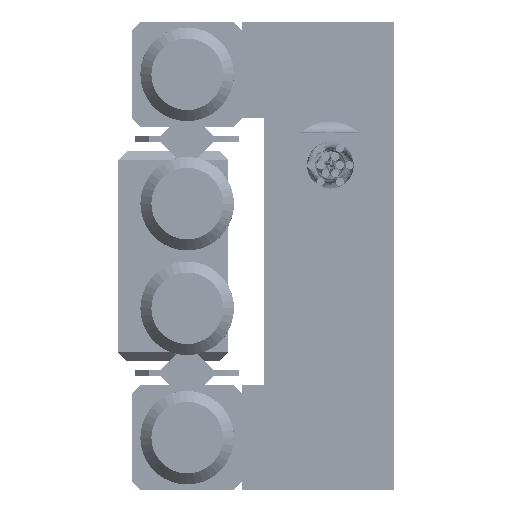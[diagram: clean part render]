
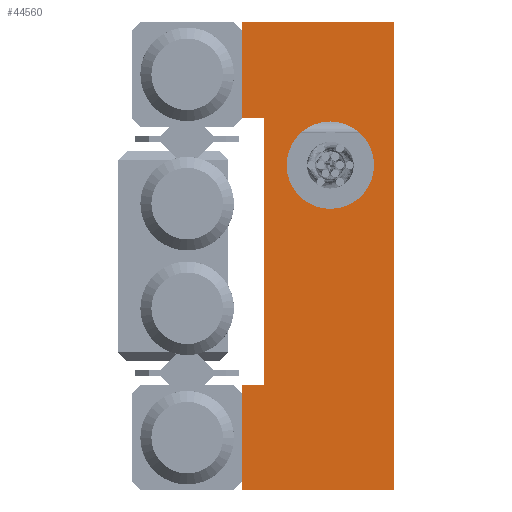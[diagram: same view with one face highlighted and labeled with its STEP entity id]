
A CAD part, left-side view. The second image highlights one B-rep face of the part: STEP entity #44560.
In plain terms, the highlighted planar face has unit normal (-1, 0, 0).
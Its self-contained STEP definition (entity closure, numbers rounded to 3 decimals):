
#1104 = DIRECTION ( 'NONE',  ( 0., 1., 0. ) ) ;
#2938 = DIRECTION ( 'NONE',  ( 0., 0., -1. ) ) ;
#2965 = VERTEX_POINT ( 'NONE', #39701 ) ;
#3135 = CARTESIAN_POINT ( 'NONE',  ( -40., 2.3, 4.687 ) ) ;
#3168 = LINE ( 'NONE', #21132, #33105 ) ;
#3533 = PLANE ( 'NONE',  #12982 ) ;
#3742 = CARTESIAN_POINT ( 'NONE',  ( -40., 5.5, -8.7 ) ) ;
#4193 = VERTEX_POINT ( 'NONE', #18648 ) ;
#4330 = VECTOR ( 'NONE', #2938, 1000. ) ;
#5145 = VERTEX_POINT ( 'NONE', #3135 ) ;
#5288 = DIRECTION ( 'NONE',  ( -1., 0., 0. ) ) ;
#6669 = VERTEX_POINT ( 'NONE', #25418 ) ;
#8047 = VECTOR ( 'NONE', #28173, 1000. ) ;
#8275 = EDGE_LOOP ( 'NONE', ( #41948, #14234, #10155, #35211, #18764, #25855, #18527, #29781 ) ) ;
#9268 = VERTEX_POINT ( 'NONE', #57863 ) ;
#10155 = ORIENTED_EDGE ( 'NONE', *, *, #31574, .T. ) ;
#10212 = CARTESIAN_POINT ( 'NONE',  ( -40., 0., -10. ) ) ;
#10562 = VECTOR ( 'NONE', #54126, 1000. ) ;
#11034 = VECTOR ( 'NONE', #48506, 1000. ) ;
#11771 = DIRECTION ( 'NONE',  ( 0., 0., 1. ) ) ;
#12506 = LINE ( 'NONE', #30452, #11034 ) ;
#12982 = AXIS2_PLACEMENT_3D ( 'NONE', #21489, #39512, #57507 ) ;
#13342 = VECTOR ( 'NONE', #21700, 1000. ) ;
#13867 = CARTESIAN_POINT ( 'NONE',  ( -40., 4.7, -4.9 ) ) ;
#14103 = CIRCLE ( 'NONE', #21591, 1.587 ) ;
#14234 = ORIENTED_EDGE ( 'NONE', *, *, #55791, .T. ) ;
#15165 = VECTOR ( 'NONE', #1104, 1000. ) ;
#18096 = LINE ( 'NONE', #36074, #10562 ) ;
#18412 = EDGE_CURVE ( 'NONE', #56512, #50418, #25354, .T. ) ;
#18527 = ORIENTED_EDGE ( 'NONE', *, *, #18412, .T. ) ;
#18648 = CARTESIAN_POINT ( 'NONE',  ( -40., 5.5, -4.9 ) ) ;
#18764 = ORIENTED_EDGE ( 'NONE', *, *, #34824, .F. ) ;
#21132 = CARTESIAN_POINT ( 'NONE',  ( -40., 5.5, 8.3 ) ) ;
#21489 = CARTESIAN_POINT ( 'NONE',  ( -40., 5.5, -10. ) ) ;
#21591 = AXIS2_PLACEMENT_3D ( 'NONE', #45731, #5288, #23255 ) ;
#21700 = DIRECTION ( 'NONE',  ( 0., -1., 0. ) ) ;
#21908 = CARTESIAN_POINT ( 'NONE',  ( -40., 2.3, 3.1 ) ) ;
#22168 = EDGE_LOOP ( 'NONE', ( #34733, #43671 ) ) ;
#23255 = DIRECTION ( 'NONE',  ( 0., 0., 1. ) ) ;
#23534 = LINE ( 'NONE', #41558, #15165 ) ;
#24416 = EDGE_CURVE ( 'NONE', #5145, #9268, #49082, .T. ) ;
#25354 = LINE ( 'NONE', #43385, #4330 ) ;
#25418 = CARTESIAN_POINT ( 'NONE',  ( -40., 0., 8.3 ) ) ;
#25855 = ORIENTED_EDGE ( 'NONE', *, *, #57522, .T. ) ;
#25941 = FACE_BOUND ( 'NONE', #22168, .T. ) ;
#27723 = VECTOR ( 'NONE', #11771, 1000. ) ;
#28173 = DIRECTION ( 'NONE',  ( 0., 0., 1. ) ) ;
#29781 = ORIENTED_EDGE ( 'NONE', *, *, #54710, .T. ) ;
#30452 = CARTESIAN_POINT ( 'NONE',  ( -40., 5.5, -10. ) ) ;
#31574 = EDGE_CURVE ( 'NONE', #43391, #6669, #50656, .T. ) ;
#33105 = VECTOR ( 'NONE', #39161, 1000. ) ;
#34140 = LINE ( 'NONE', #52204, #27723 ) ;
#34733 = ORIENTED_EDGE ( 'NONE', *, *, #24416, .F. ) ;
#34824 = EDGE_CURVE ( 'NONE', #34935, #2965, #12506, .T. ) ;
#34935 = VERTEX_POINT ( 'NONE', #53198 ) ;
#35211 = ORIENTED_EDGE ( 'NONE', *, *, #51162, .T. ) ;
#36074 = CARTESIAN_POINT ( 'NONE',  ( -40., 5.5, 4.8 ) ) ;
#36329 = VERTEX_POINT ( 'NONE', #40939 ) ;
#37846 = CARTESIAN_POINT ( 'NONE',  ( -40., 0., -8.7 ) ) ;
#38870 = EDGE_CURVE ( 'NONE', #36329, #4193, #34140, .T. ) ;
#39161 = DIRECTION ( 'NONE',  ( 0., 1., 0. ) ) ;
#39512 = DIRECTION ( 'NONE',  ( 1., 0., 0. ) ) ;
#39701 = CARTESIAN_POINT ( 'NONE',  ( -40., 5.5, 8.3 ) ) ;
#39930 = DIRECTION ( 'NONE',  ( -1., 0., 0. ) ) ;
#40939 = CARTESIAN_POINT ( 'NONE',  ( -40., 5.5, -8.7 ) ) ;
#41558 = CARTESIAN_POINT ( 'NONE',  ( -40., 5.5, -4.9 ) ) ;
#41948 = ORIENTED_EDGE ( 'NONE', *, *, #38870, .F. ) ;
#43385 = CARTESIAN_POINT ( 'NONE',  ( -40., 4.7, 4.8 ) ) ;
#43391 = VERTEX_POINT ( 'NONE', #37846 ) ;
#43671 = ORIENTED_EDGE ( 'NONE', *, *, #47697, .F. ) ;
#43967 = FACE_OUTER_BOUND ( 'NONE', #8275, .T. ) ;
#44175 = LINE ( 'NONE', #3742, #13342 ) ;
#44560 = ADVANCED_FACE ( 'NONE', ( #25941, #43967 ), #3533, .F. ) ;
#45731 = CARTESIAN_POINT ( 'NONE',  ( -40., 2.3, 3.1 ) ) ;
#47697 = EDGE_CURVE ( 'NONE', #9268, #5145, #14103, .T. ) ;
#48506 = DIRECTION ( 'NONE',  ( 0., 0., 1. ) ) ;
#49082 = CIRCLE ( 'NONE', #56559, 1.587 ) ;
#50418 = VERTEX_POINT ( 'NONE', #13867 ) ;
#50656 = LINE ( 'NONE', #10212, #8047 ) ;
#51162 = EDGE_CURVE ( 'NONE', #6669, #2965, #3168, .T. ) ;
#52204 = CARTESIAN_POINT ( 'NONE',  ( -40., 5.5, -10. ) ) ;
#53198 = CARTESIAN_POINT ( 'NONE',  ( -40., 5.5, 4.8 ) ) ;
#54126 = DIRECTION ( 'NONE',  ( 0., -1., 0. ) ) ;
#54710 = EDGE_CURVE ( 'NONE', #50418, #4193, #23534, .T. ) ;
#55344 = CARTESIAN_POINT ( 'NONE',  ( -40., 4.7, 4.8 ) ) ;
#55791 = EDGE_CURVE ( 'NONE', #36329, #43391, #44175, .T. ) ;
#56512 = VERTEX_POINT ( 'NONE', #55344 ) ;
#56559 = AXIS2_PLACEMENT_3D ( 'NONE', #21908, #39930, #57916 ) ;
#57507 = DIRECTION ( 'NONE',  ( 0., 0., -1. ) ) ;
#57522 = EDGE_CURVE ( 'NONE', #34935, #56512, #18096, .T. ) ;
#57863 = CARTESIAN_POINT ( 'NONE',  ( -40., 2.3, 1.512 ) ) ;
#57916 = DIRECTION ( 'NONE',  ( 0., 0., 1. ) ) ;
